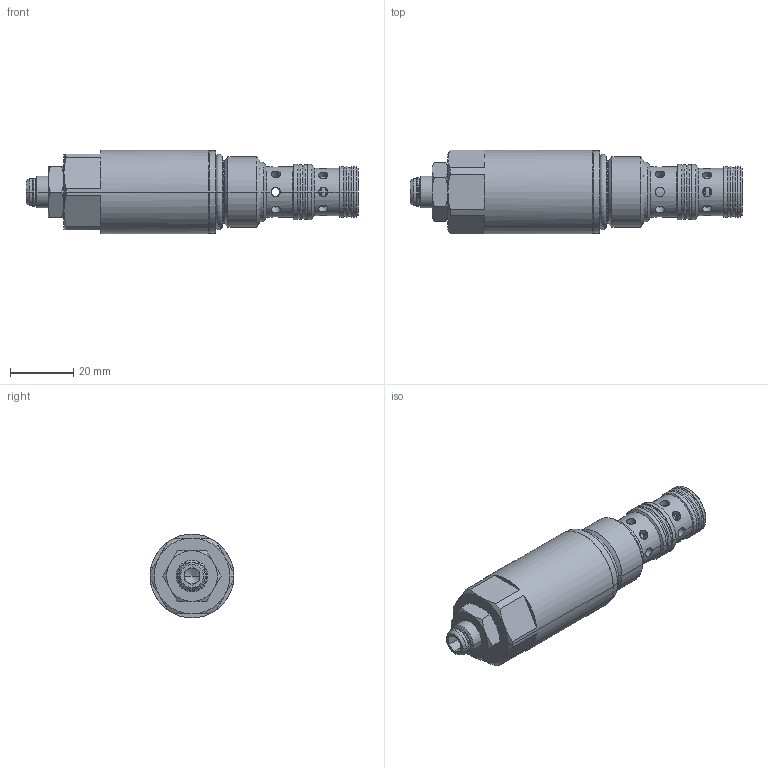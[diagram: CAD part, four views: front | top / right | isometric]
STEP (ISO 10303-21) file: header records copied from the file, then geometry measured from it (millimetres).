
FILE_DESCRIPTION((''),'2;1');
FILE_NAME('SF32A-B3_REZ_ASM','2013-11-20T',('l.soukupova'),(''),'PRO/ENGINEER BY PARAMETRIC TECHNOLOGY CORPORATION, 2013150','PRO/ENGINEER BY PARAMETRIC TECHNOLOGY CORPORATION, 2013150','');
FILE_SCHEMA(('AUTOMOTIVE_DESIGN { 1 0 10303 214 1 1 1 1 }'));
Length unit declared in the file: millimetre
Products named in the file (16): 28570000; 28957000; 29559600_D2_5; D10_CSN_022925_AF1; 28747600; DIN988_8_14_0_5; D8_CSN_022925_AF1; CSN_021403_M10; DUALSEAL_13_47X15_87X3_1; 19_4X2_1_AF1; DUALSEAL_17_42X15_07; DUALSEAL_11_87X14_27X3_1; 29536100; 551_0250_AF1; 315971_ASM; SF32A-B3_REZ_ASM
Assembly tree (15 placements, depth 3):
  SF32A-B3_REZ_ASM
    315971_ASM
      28570000
      28957000
      29559600_D2_5
      D10_CSN_022925_AF1
      28747600
      DIN988_8_14_0_5
      D8_CSN_022925_AF1
      CSN_021403_M10
      DUALSEAL_13_47X15_87X3_1
      19_4X2_1_AF1
      DUALSEAL_17_42X15_07
      DUALSEAL_11_87X14_27X3_1
      29536100
      551_0250_AF1
Bounding box: 105 x 26.5 x 26.5 mm (x, y, z)
Volume: 32090.7 mm3; surface area: 23009.2 mm2
Topology: 14 solids, 20 shells, 498 faces, 1125 edges, 693 vertices
Faces by surface type: cone 191, cylinder 172, plane 73, torus 50, bspline 12
Entity records: 30004 total; most frequent: CARTESIAN_POINT 14301, DIRECTION 2666, ORIENTED_EDGE 2144, AXIS2_PLACEMENT_3D 1110, EDGE_CURVE 1084, PRESENTATION_STYLE_ASSIGNMENT 878, STYLED_ITEM 860, CURVE_STYLE 724
